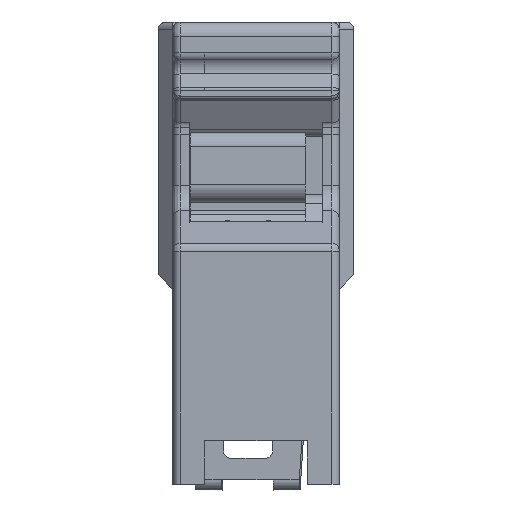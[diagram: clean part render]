
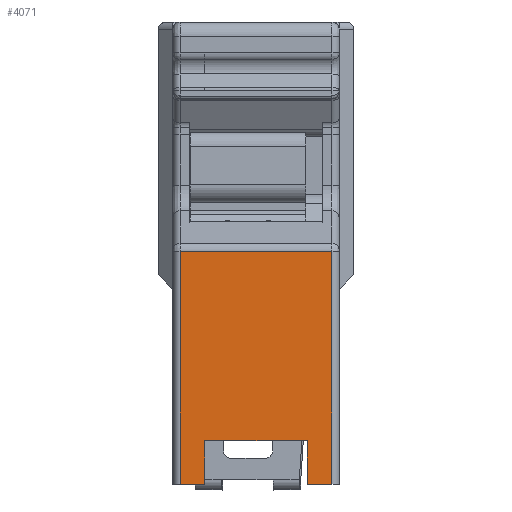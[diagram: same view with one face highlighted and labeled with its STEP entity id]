
A CAD part, front view. The second image highlights one B-rep face of the part: STEP entity #4071.
In plain terms, the highlighted planar face has unit normal (0, -1, 0).
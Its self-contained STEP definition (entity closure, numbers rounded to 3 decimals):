
#1185=CARTESIAN_POINT('',(10.8,-40.21,-32.));
#1186=VERTEX_POINT('',#1185);
#1194=CARTESIAN_POINT('',(9.1,-40.21,-32.));
#1195=VERTEX_POINT('',#1194);
#1196=CARTESIAN_POINT('',(10.8,-40.21,-32.));
#1197=DIRECTION('',(-1.,0.,0.));
#1198=VECTOR('',#1197,1.7);
#1199=LINE('',#1196,#1198);
#1200=EDGE_CURVE('',#1186,#1195,#1199,.T.);
#3989=CARTESIAN_POINT('',(10.8,-40.21,-15.893));
#3990=VERTEX_POINT('',#3989);
#3991=CARTESIAN_POINT('',(10.8,-40.21,-15.893));
#3992=DIRECTION('',(0.,0.,-1.));
#3993=VECTOR('',#3992,16.107);
#3994=LINE('',#3991,#3993);
#3995=EDGE_CURVE('',#3990,#1186,#3994,.T.);
#4016=CARTESIAN_POINT('',(5.75,-40.21,-23.946));
#4017=DIRECTION('',(0.,0.,-1.));
#4018=DIRECTION('',(0.,-1.,0.));
#4019=AXIS2_PLACEMENT_3D('',#4016,#4018,#4017);
#4020=PLANE('',#4019);
#4021=ORIENTED_EDGE('',*,*,#1200,.F.);
#4022=ORIENTED_EDGE('',*,*,#3995,.F.);
#4023=CARTESIAN_POINT('',(0.3,-40.21,-15.893));
#4024=VERTEX_POINT('',#4023);
#4025=CARTESIAN_POINT('',(0.3,-40.21,-15.893));
#4026=DIRECTION('',(1.,0.,0.));
#4027=VECTOR('',#4026,10.5);
#4028=LINE('',#4025,#4027);
#4029=EDGE_CURVE('',#4024,#3990,#4028,.T.);
#4030=ORIENTED_EDGE('',*,*,#4029,.F.);
#4031=CARTESIAN_POINT('',(0.3,-40.21,-32.));
#4032=VERTEX_POINT('',#4031);
#4033=CARTESIAN_POINT('',(0.3,-40.21,-32.));
#4034=DIRECTION('',(0.,0.,1.));
#4035=VECTOR('',#4034,16.107);
#4036=LINE('',#4033,#4035);
#4037=EDGE_CURVE('',#4032,#4024,#4036,.T.);
#4038=ORIENTED_EDGE('',*,*,#4037,.F.);
#4039=CARTESIAN_POINT('',(2.,-40.21,-32.));
#4040=VERTEX_POINT('',#4039);
#4041=CARTESIAN_POINT('',(2.,-40.21,-32.));
#4042=DIRECTION('',(-1.,0.,0.));
#4043=VECTOR('',#4042,1.7);
#4044=LINE('',#4041,#4043);
#4045=EDGE_CURVE('',#4040,#4032,#4044,.T.);
#4046=ORIENTED_EDGE('',*,*,#4045,.F.);
#4047=CARTESIAN_POINT('',(2.,-40.21,-29.));
#4048=VERTEX_POINT('',#4047);
#4049=CARTESIAN_POINT('',(2.,-40.21,-29.));
#4050=DIRECTION('',(0.,0.,-1.));
#4051=VECTOR('',#4050,3.);
#4052=LINE('',#4049,#4051);
#4053=EDGE_CURVE('',#4048,#4040,#4052,.T.);
#4054=ORIENTED_EDGE('',*,*,#4053,.F.);
#4055=CARTESIAN_POINT('',(9.1,-40.21,-29.));
#4056=VERTEX_POINT('',#4055);
#4057=CARTESIAN_POINT('',(2.,-40.21,-29.));
#4058=DIRECTION('',(1.,0.,0.));
#4059=VECTOR('',#4058,7.1);
#4060=LINE('',#4057,#4059);
#4061=EDGE_CURVE('',#4048,#4056,#4060,.T.);
#4062=ORIENTED_EDGE('',*,*,#4061,.T.);
#4063=CARTESIAN_POINT('',(9.1,-40.21,-29.));
#4064=DIRECTION('',(0.,0.,-1.));
#4065=VECTOR('',#4064,3.);
#4066=LINE('',#4063,#4065);
#4067=EDGE_CURVE('',#4056,#1195,#4066,.T.);
#4068=ORIENTED_EDGE('',*,*,#4067,.T.);
#4069=EDGE_LOOP('',(#4021,#4022,#4030,#4038,#4046,#4054,#4062,#4068));
#4070=FACE_OUTER_BOUND('',#4069,.T.);
#4071=ADVANCED_FACE('',(#4070),#4020,.T.);
